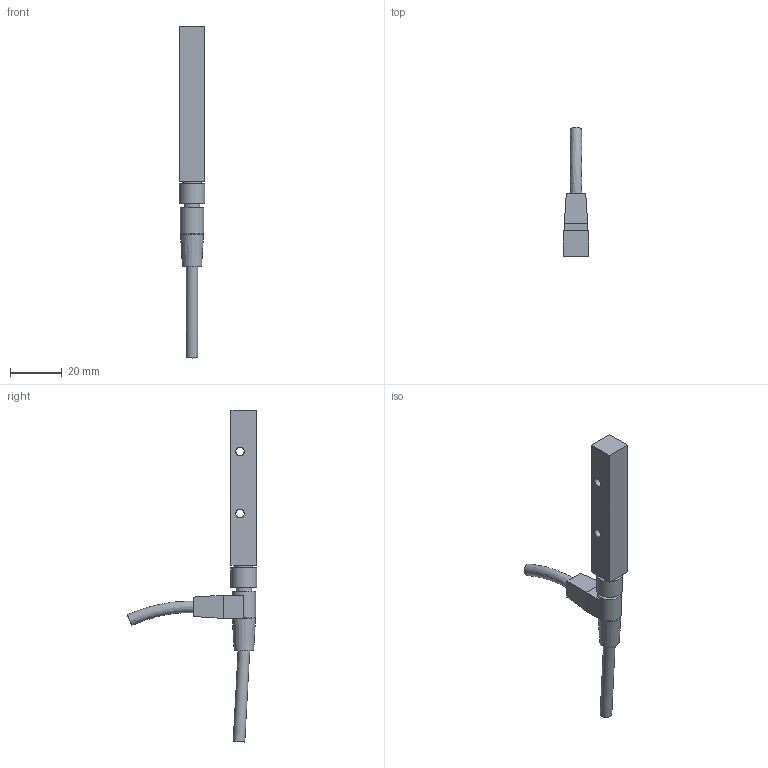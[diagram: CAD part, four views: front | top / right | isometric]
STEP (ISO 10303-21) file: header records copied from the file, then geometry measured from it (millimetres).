
FILE_DESCRIPTION((''),'2;1');
FILE_NAME('OLEOLSQ10M...stp','2008-11-20T11:14:51',('User'),(''),'Autodesk Inventor 10','Autodesk Inventor 10','');
FILE_SCHEMA(('AUTOMOTIVE_DESIGN { 1 0 10303 214 1 1 1 1 }'));
Length unit declared in the file: millimetre
Products named in the file (5): OLEOLSQ10M...; OLSOLEQ10M...; Steckeranschluß; Stecker_abgewinkelt; Stecker_gerade
Assembly tree (4 placements, depth 2):
  OLEOLSQ10M...
    OLSOLEQ10M...
    Steckeranschluß
    Stecker_abgewinkelt
    Stecker_gerade
Bounding box: 10 x 50.09 x 128.21 mm (x, y, z)
Volume: 11479.9 mm3; surface area: 6301.8 mm2
Topology: 4 solids, 4 shells, 48 faces, 84 edges, 55 vertices
Faces by surface type: plane 31, cylinder 11, bspline 4, cone 2
Full cylindrical faces by diameter (mm): 2 x1, 6 x2, 6.5 x1, 7 x1, 8 x2, 9 x2, 10 x2
Entity records: 1546 total; most frequent: CARTESIAN_POINT 551, DIRECTION 200, ORIENTED_EDGE 132, AXIS2_PLACEMENT_3D 85, EDGE_LOOP 78, EDGE_CURVE 66, VERTEX_POINT 52, FACE_OUTER_BOUND 48
